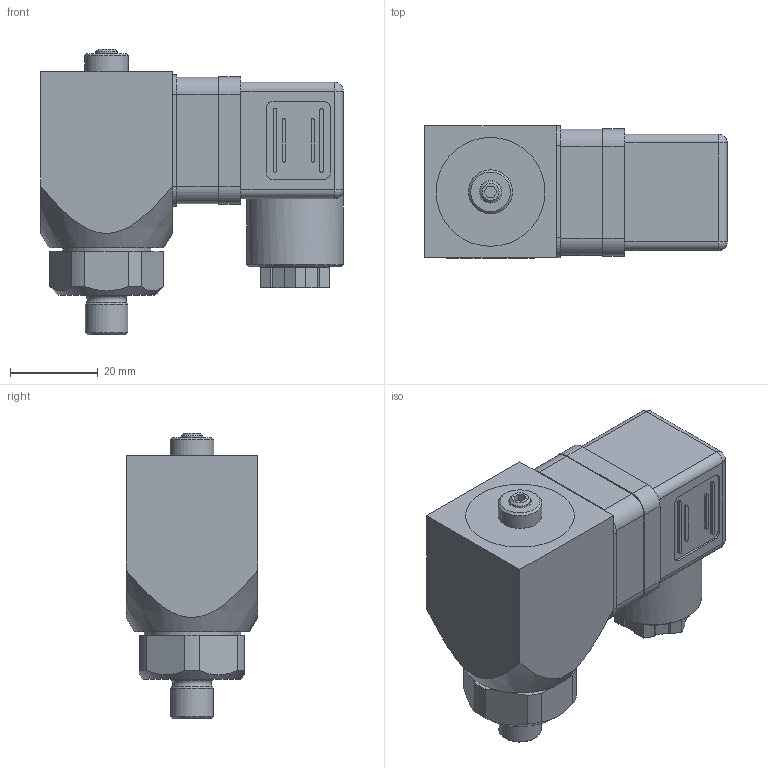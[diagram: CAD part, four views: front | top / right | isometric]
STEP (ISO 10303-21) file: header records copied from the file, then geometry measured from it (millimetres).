
FILE_DESCRIPTION(('Bauteilbeschreibung','HiCAD-Model','HiCAD-STEP-TRANSLATION','Bauteilbeschreibung'),'2;1');
FILE_NAME('TYP_600-PG9.STP','2011-09-08T15:08:30+00:00',('Konstrukteur'),('Konstrukteur Firma GmbH'),'HiCAD3 V1210 STEP 1.6.2005','HiCAD3 V1210','confidential');
FILE_SCHEMA(('AUTOMOTIVE_DESIGN { 1 2 10303 214 0 1 1 1 }'));
Length unit declared in the file: millimetre
Products named in the file (2): TYP_600_PG9; TYP_600
Assembly tree (1 placements, depth 2):
  TYP_600_PG9
    TYP_600
Bounding box: 68.9 x 30 x 65 mm (x, y, z)
Volume: 60372.4 mm3; surface area: 28140.9 mm2
Topology: 10 solids, 12 shells, 301 faces, 745 edges, 480 vertices
Faces by surface type: plane 187, cylinder 91, cone 16, sphere 4, torus 3
Full cylindrical faces by diameter (mm): 1.2 x3, 2.273 x2, 3 x2, 3.2 x2, 3.869 x2, 5 x1, 5.1 x3, 5.3 x1, 6.4 x1, 7 x1, 9.5 x1, 9.728 x1, 10 x2, 10.2 x1, 13.6 x1, 13.9 x1, 14 x1, 19.92 x1, 22 x2, 23 x1, 25.94 x2
Entity records: 15887 total; most frequent: CARTESIAN_POINT 3220, DIRECTION 1450, ORIENTED_EDGE 1324, COLOUR_RGB 964, PRESENTATION_STYLE_ASSIGNMENT 964, OVER_RIDING_STYLED_ITEM 963, CURVE_STYLE 662, DRAUGHTING_PRE_DEFINED_CURVE_FONT 662
